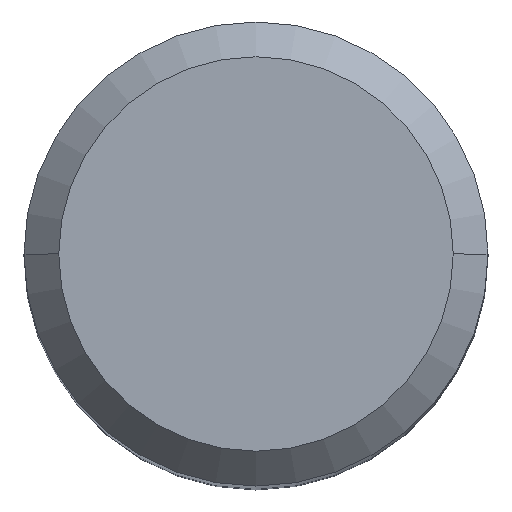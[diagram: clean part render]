
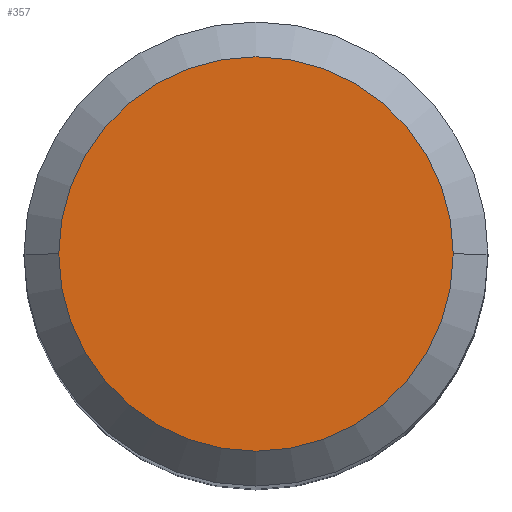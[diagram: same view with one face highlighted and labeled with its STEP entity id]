
A CAD part, top view. The second image highlights one B-rep face of the part: STEP entity #357.
In plain terms, the highlighted planar face has unit normal (0, 0, 1).
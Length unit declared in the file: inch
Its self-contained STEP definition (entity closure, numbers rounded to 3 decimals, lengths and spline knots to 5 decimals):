
#23 = CARTESIAN_POINT ( 'NONE',  ( 0., 0., 0. ) ) ;
#42 = CARTESIAN_POINT ( 'NONE',  ( 0., 0., 0. ) ) ;
#55 = DIRECTION ( 'NONE',  ( 1., 0., 0. ) ) ;
#113 = DIRECTION ( 'NONE',  ( 1., 0., 0. ) ) ;
#120 = PLANE ( 'NONE',  #280 ) ;
#145 = DIRECTION ( 'NONE',  ( 0., 0., 1. ) ) ;
#162 = CARTESIAN_POINT ( 'NONE',  ( 0., 0., 0. ) ) ;
#165 = VERTEX_POINT ( 'NONE', #249 ) ;
#184 = EDGE_CURVE ( 'NONE', #165, #312, #391, .T. ) ;
#249 = CARTESIAN_POINT ( 'NONE',  ( 0.23426, 0., 0. ) ) ;
#253 = AXIS2_PLACEMENT_3D ( 'NONE', #42, #145, #113 ) ;
#256 = CARTESIAN_POINT ( 'NONE',  ( -0.23426, 0., 0. ) ) ;
#280 = AXIS2_PLACEMENT_3D ( 'NONE', #162, #307, #381 ) ;
#307 = DIRECTION ( 'NONE',  ( 0., 0., -1. ) ) ;
#312 = VERTEX_POINT ( 'NONE', #256 ) ;
#333 = EDGE_LOOP ( 'NONE', ( #344, #439 ) ) ;
#337 = DIRECTION ( 'NONE',  ( 0., 0., 1. ) ) ;
#342 = AXIS2_PLACEMENT_3D ( 'NONE', #23, #337, #55 ) ;
#344 = ORIENTED_EDGE ( 'NONE', *, *, #462, .T. ) ;
#357 = ADVANCED_FACE ( 'NONE', ( #442 ), #120, .F. ) ;
#381 = DIRECTION ( 'NONE',  ( -1., 0., 0. ) ) ;
#391 = CIRCLE ( 'NONE', #253, 0.23426 ) ;
#439 = ORIENTED_EDGE ( 'NONE', *, *, #184, .T. ) ;
#442 = FACE_OUTER_BOUND ( 'NONE', #333, .T. ) ;
#462 = EDGE_CURVE ( 'NONE', #312, #165, #466, .T. ) ;
#466 = CIRCLE ( 'NONE', #342, 0.23426 ) ;
